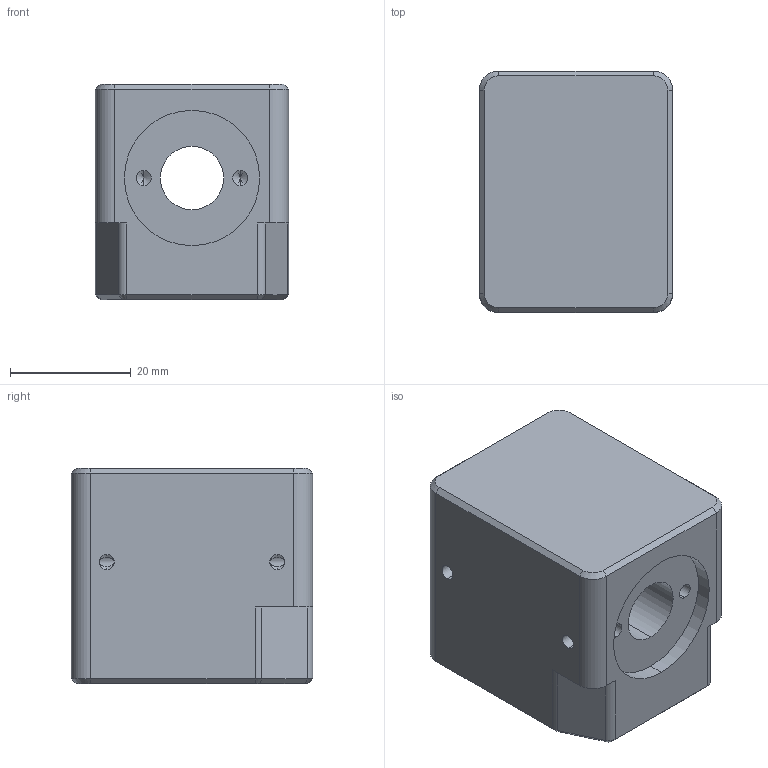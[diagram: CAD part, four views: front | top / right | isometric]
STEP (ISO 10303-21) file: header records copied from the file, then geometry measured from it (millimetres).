
FILE_DESCRIPTION (( 'STEP AP203' ), '1' );
FILE_NAME ('Y Anti-Backlash Nut.STEP', '2024-11-29T21:45:23', ( '' ), ( '' ), 'SwSTEP 2.0', 'SolidWorks 2024', '' );
FILE_SCHEMA (( 'CONFIG_CONTROL_DESIGN' ));
Length unit declared in the file: inch
Products named in the file (1): Y Anti-Backlash Nut
Bounding box: 32 x 40 x 35.67 mm (x, y, z)
Volume: 39228.6 mm3; surface area: 9338.4 mm2
Topology: 1 solids, 1 shells, 86 faces, 206 edges, 118 vertices
Faces by surface type: cylinder 34, cone 30, plane 22
Entity records: 2635 total; most frequent: CARTESIAN_POINT 567, DIRECTION 438, ORIENTED_EDGE 388, EDGE_CURVE 194, AXIS2_PLACEMENT_3D 165, VERTEX_POINT 118, VECTOR 108, LINE 108
